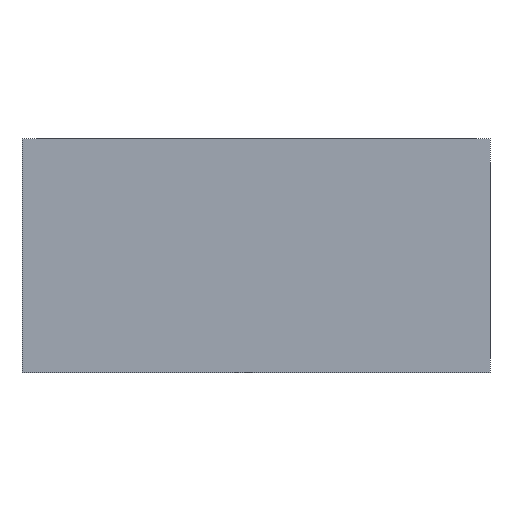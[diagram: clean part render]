
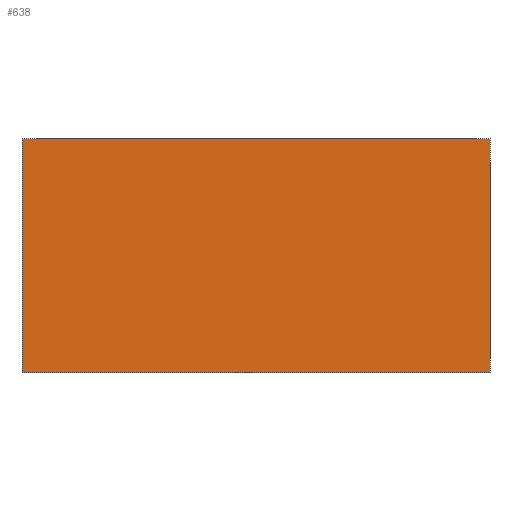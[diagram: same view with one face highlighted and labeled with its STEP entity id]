
A CAD part, front view. The second image highlights one B-rep face of the part: STEP entity #638.
In plain terms, the highlighted planar face has unit normal (0, -1, 0).
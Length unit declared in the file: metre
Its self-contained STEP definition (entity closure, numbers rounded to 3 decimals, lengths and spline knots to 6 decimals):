
#80=ORIENTED_EDGE('',*,*,#244,.T.);
#81=ORIENTED_EDGE('',*,*,#224,.F.);
#82=ORIENTED_EDGE('',*,*,#252,.F.);
#83=ORIENTED_EDGE('',*,*,#250,.T.);
#224=EDGE_CURVE('',#313,#311,#374,.T.);
#244=EDGE_CURVE('',#333,#311,#394,.T.);
#250=EDGE_CURVE('',#335,#333,#400,.T.);
#252=EDGE_CURVE('',#335,#313,#402,.T.);
#311=VERTEX_POINT('',#923);
#313=VERTEX_POINT('',#927);
#333=VERTEX_POINT('',#970);
#335=VERTEX_POINT('',#980);
#374=LINE('',#928,#464);
#394=LINE('',#969,#484);
#400=LINE('',#979,#490);
#402=LINE('',#983,#492);
#464=VECTOR('',#748,1.);
#484=VECTOR('',#772,1.);
#490=VECTOR('',#782,1.);
#492=VECTOR('',#786,1.);
#536=EDGE_LOOP('',(#80,#81,#82,#83));
#574=FACE_BOUND('',#536,.T.);
#607=PLANE('',#682);
#638=ADVANCED_FACE('',(#574),#607,.F.);
#682=AXIS2_PLACEMENT_3D('',#982,#784,#785);
#748=DIRECTION('',(0.,0.,-1.));
#772=DIRECTION('',(1.,0.,0.));
#782=DIRECTION('',(0.,0.,-1.));
#784=DIRECTION('',(0.,1.,0.));
#785=DIRECTION('',(0.,0.,1.));
#786=DIRECTION('',(1.,0.,0.));
#923=CARTESIAN_POINT('',(0.029745,-0.019406,0.));
#927=CARTESIAN_POINT('',(0.029745,-0.019406,2.4384));
#928=CARTESIAN_POINT('',(0.029745,-0.019406,2.4384));
#969=CARTESIAN_POINT('',(-2.408655,-0.019406,0.));
#970=CARTESIAN_POINT('',(-4.847055,-0.019406,0.));
#979=CARTESIAN_POINT('',(-4.847055,-0.019406,2.4384));
#980=CARTESIAN_POINT('',(-4.847055,-0.019406,2.4384));
#982=CARTESIAN_POINT('',(-2.408655,-0.019406,2.4384));
#983=CARTESIAN_POINT('',(-2.408655,-0.019406,2.4384));
